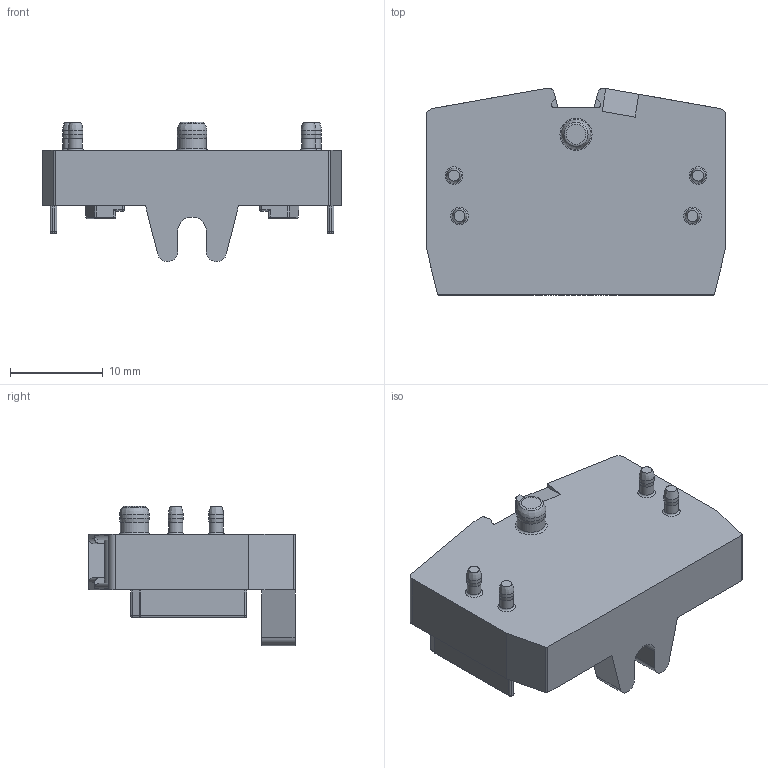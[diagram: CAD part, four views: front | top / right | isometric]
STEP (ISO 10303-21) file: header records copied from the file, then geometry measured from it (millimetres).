
FILE_DESCRIPTION( ( 'STEP AP203' ), '1' );
FILE_NAME( 'SDUNS2.5-A.stp', '2023-01-04T10:36:07', ( ' ' ), ( ' ' ), 'XStep 1.0', ' ', ' ' );
FILE_SCHEMA( ( 'CONFIG_CONTROL_DESIGN) ( )' ) );
Length unit declared in the file: metre
Products named in the file (1): 1
Bounding box: 32.2 x 22.2 x 15 mm (x, y, z)
Volume: 3950.3 mm3; surface area: 2562.5 mm2
Topology: 1 solids, 1 shells, 262 faces, 694 edges, 421 vertices
Faces by surface type: plane 114, cylinder 102, sphere 26, bspline 10, torus 6, cone 4
Full cylindrical faces by diameter (mm): 1.5 x4, 1.6 x4, 3.05 x1, 3.2 x1
Entity records: 8011 total; most frequent: CARTESIAN_POINT 1772, DIRECTION 1302, ORIENTED_EDGE 1266, EDGE_CURVE 633, AXIS2_PLACEMENT_3D 462, VERTEX_POINT 414, LINE 378, VECTOR 378
